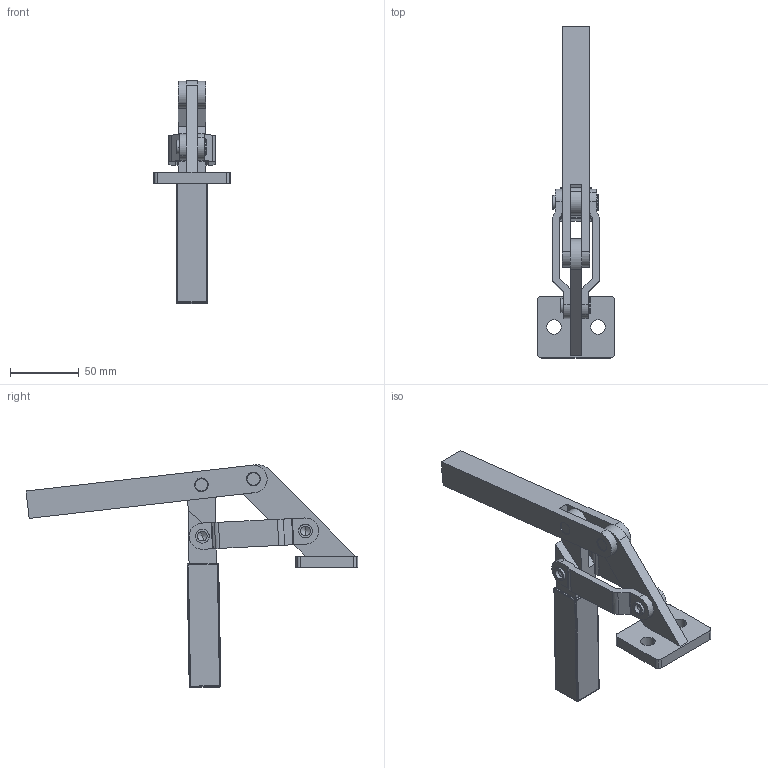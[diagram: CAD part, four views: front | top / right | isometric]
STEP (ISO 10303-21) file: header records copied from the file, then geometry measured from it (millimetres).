
FILE_DESCRIPTION((''),'2;1');
FILE_NAME('226.0-opened.stp','2005-09-27T21:42:52',('Kysilko'),(''),'Autodesk Inventor 8','Autodesk Inventor 8','');
FILE_SCHEMA(('AUTOMOTIVE_DESIGN { 1 0 10303 214 1 1 1 1 }'));
Length unit declared in the file: millimetre
Products named in the file (1): Part35
Bounding box: 56 x 241 x 161.99 mm (x, y, z)
Volume: 178722.4 mm3; surface area: 47449.8 mm2
Topology: 1 solids, 1 shells, 366 faces, 1059 edges, 684 vertices
Faces by surface type: plane 254, cylinder 84, cone 8, bspline 8, sphere 8, torus 4
Entity records: 12010 total; most frequent: CARTESIAN_POINT 2474, ORIENTED_EDGE 2094, DIRECTION 1981, EDGE_CURVE 1047, AXIS2_PLACEMENT_3D 695, VERTEX_POINT 684, VECTOR 591, LINE 591
